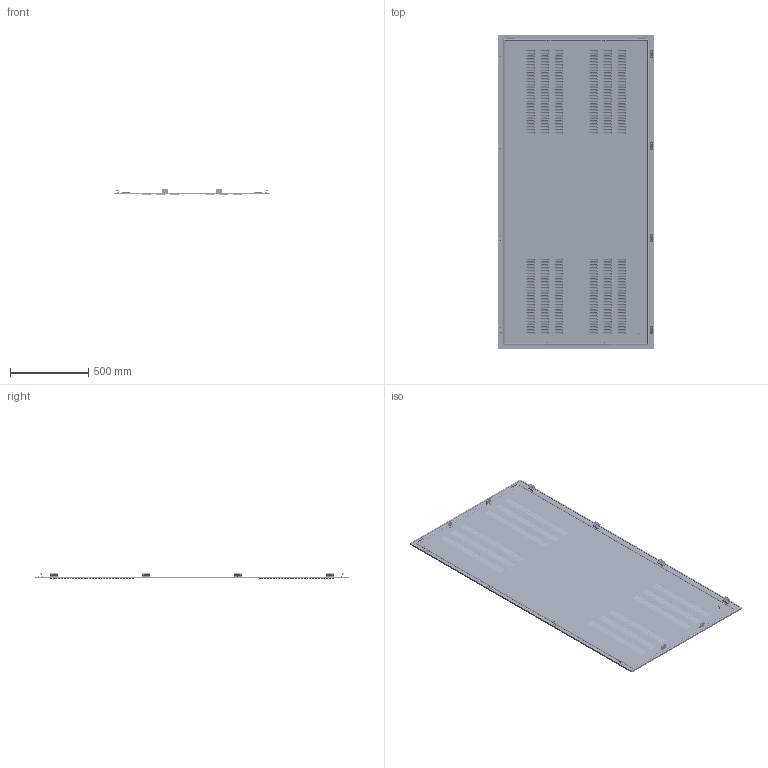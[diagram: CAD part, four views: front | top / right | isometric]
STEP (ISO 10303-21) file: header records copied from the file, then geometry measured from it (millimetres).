
FILE_DESCRIPTION (( 'STEP AP203' ), '1' );
FILE_NAME ('FO-00-PBV-200-100 FORMAT Ïàíåëü çàäíÿÿ 2000õ1000 IP54 IEK.STEP', '2025-01-21T07:05:36', ( '' ), ( '' ), 'SwSTEP 2.0', 'SolidWorks 2022', '' );
FILE_SCHEMA (( 'CONFIG_CONTROL_DESIGN' ));
Products named in the file (1): FO-00-PBV-200-100 FORMAT Панель задняя 2000х1000 IP54 IEK
Bounding box: 995 x 2000 x 41.43 mm (x, y, z)
Volume: 3271924.9 mm3; surface area: 4416354 mm2
Topology: 13 solids, 13 shells, 7415 faces, 19513 edges, 12245 vertices
Faces by surface type: torus 2796, cylinder 2294, plane 2062, cone 252, bspline 11
Entity records: 235341 total; most frequent: DIRECTION 46843, CARTESIAN_POINT 39860, ORIENTED_EDGE 39028, AXIS2_PLACEMENT_3D 19963, EDGE_CURVE 19514, CIRCLE 12558, VERTEX_POINT 12246, EDGE_LOOP 8276
